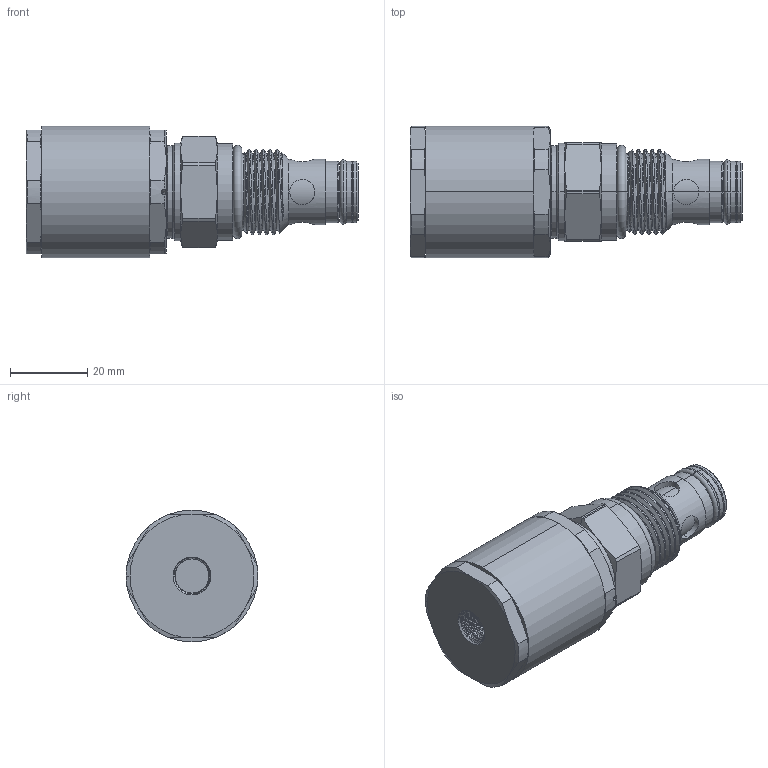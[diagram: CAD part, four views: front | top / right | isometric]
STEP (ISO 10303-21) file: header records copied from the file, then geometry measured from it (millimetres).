
FILE_DESCRIPTION (( 'STEP AP214' ), '1' );
FILE_NAME ('AP10W22.STEP', '2016-04-12T05:42:34', ( '' ), ( '' ), 'SwSTEP 2.0', 'SolidWorks 2012', '' );
FILE_SCHEMA (( 'AUTOMOTIVE_DESIGN' ));
Length unit declared in the file: millimetre
Products named in the file (1): AP10W22
Bounding box: 85.75 x 34 x 34 mm (x, y, z)
Volume: 48995.1 mm3; surface area: 11291.6 mm2
Topology: 3 solids, 3 shells, 196 faces, 473 edges, 294 vertices
Faces by surface type: cylinder 92, cone 46, plane 32, torus 20, bspline 6
Entity records: 10016 total; most frequent: CARTESIAN_POINT 5640, ORIENTED_EDGE 946, DIRECTION 869, EDGE_CURVE 473, AXIS2_PLACEMENT_3D 369, VERTEX_POINT 294, EDGE_LOOP 211, FACE_OUTER_BOUND 196
